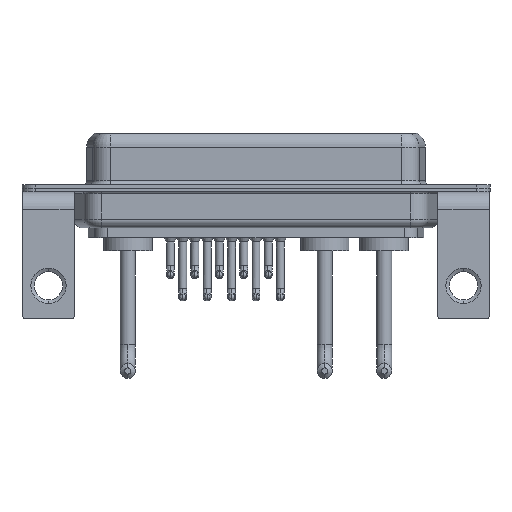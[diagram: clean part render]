
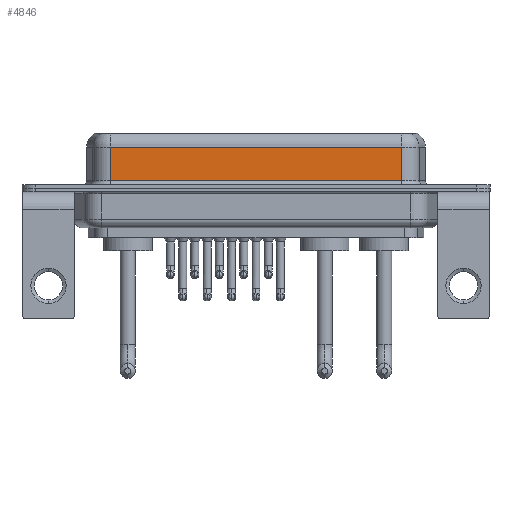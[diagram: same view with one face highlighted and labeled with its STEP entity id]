
A CAD part, front view. The second image highlights one B-rep face of the part: STEP entity #4846.
In plain terms, the highlighted planar face has unit normal (0, -1, 0).
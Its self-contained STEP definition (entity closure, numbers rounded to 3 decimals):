
#19 = LINE ( 'NONE', #15290, #19755 ) ;
#441 = VERTEX_POINT ( 'NONE', #4494 ) ;
#464 = FACE_OUTER_BOUND ( 'NONE', #2718, .T. ) ;
#2016 = CARTESIAN_POINT ( 'NONE',  ( 7.013, -3.95, 4.65 ) ) ;
#2140 = ORIENTED_EDGE ( 'NONE', *, *, #5822, .T. ) ;
#2718 = EDGE_LOOP ( 'NONE', ( #16312, #15738, #18633, #2140 ) ) ;
#2981 = LINE ( 'NONE', #8716, #5178 ) ;
#3052 = VERTEX_POINT ( 'NONE', #2016 ) ;
#4494 = CARTESIAN_POINT ( 'NONE',  ( 40.037, -3.95, 0.9 ) ) ;
#4593 = AXIS2_PLACEMENT_3D ( 'NONE', #14225, #12920, #6716 ) ;
#4846 = ADVANCED_FACE ( 'NONE', ( #464 ), #19110, .F. ) ;
#5178 = VECTOR ( 'NONE', #17944, 1000. ) ;
#5822 = EDGE_CURVE ( 'NONE', #16852, #441, #2981, .T. ) ;
#6716 = DIRECTION ( 'NONE',  ( 0., 0., 1. ) ) ;
#7417 = LINE ( 'NONE', #11013, #8878 ) ;
#7717 = DIRECTION ( 'NONE',  ( 0., 0., -1. ) ) ;
#8716 = CARTESIAN_POINT ( 'NONE',  ( 40.037, -3.95, 0.9 ) ) ;
#8878 = VECTOR ( 'NONE', #7717, 1000. ) ;
#11013 = CARTESIAN_POINT ( 'NONE',  ( 7.013, -3.95, 6.4 ) ) ;
#11446 = CARTESIAN_POINT ( 'NONE',  ( 40.037, -3.95, 6.4 ) ) ;
#12113 = EDGE_CURVE ( 'NONE', #19173, #441, #13338, .T. ) ;
#12859 = DIRECTION ( 'NONE',  ( 0., 0., -1. ) ) ;
#12920 = DIRECTION ( 'NONE',  ( 0., 1., 0. ) ) ;
#13338 = LINE ( 'NONE', #11446, #13982 ) ;
#13769 = EDGE_CURVE ( 'NONE', #19173, #3052, #19, .T. ) ;
#13982 = VECTOR ( 'NONE', #12859, 1000. ) ;
#14225 = CARTESIAN_POINT ( 'NONE',  ( 40.037, -3.95, 6.4 ) ) ;
#15290 = CARTESIAN_POINT ( 'NONE',  ( 40.037, -3.95, 4.65 ) ) ;
#15512 = CARTESIAN_POINT ( 'NONE',  ( 40.037, -3.95, 4.65 ) ) ;
#15738 = ORIENTED_EDGE ( 'NONE', *, *, #13769, .T. ) ;
#16312 = ORIENTED_EDGE ( 'NONE', *, *, #12113, .F. ) ;
#16852 = VERTEX_POINT ( 'NONE', #18929 ) ;
#16989 = DIRECTION ( 'NONE',  ( -1., 0., 0. ) ) ;
#17944 = DIRECTION ( 'NONE',  ( 1., 0., 0. ) ) ;
#18633 = ORIENTED_EDGE ( 'NONE', *, *, #18672, .T. ) ;
#18672 = EDGE_CURVE ( 'NONE', #3052, #16852, #7417, .T. ) ;
#18929 = CARTESIAN_POINT ( 'NONE',  ( 7.013, -3.95, 0.9 ) ) ;
#19110 = PLANE ( 'NONE',  #4593 ) ;
#19173 = VERTEX_POINT ( 'NONE', #15512 ) ;
#19755 = VECTOR ( 'NONE', #16989, 1000. ) ;
